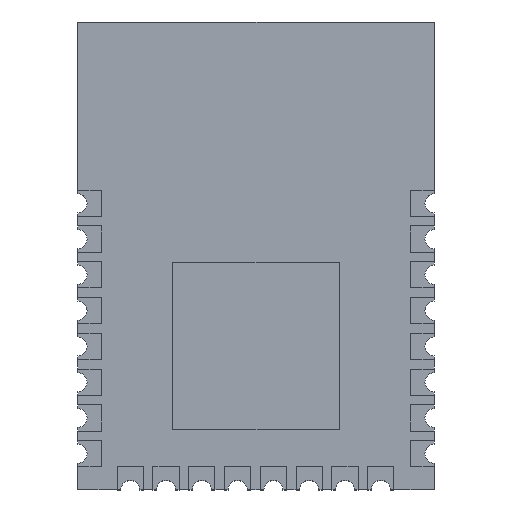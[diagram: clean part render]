
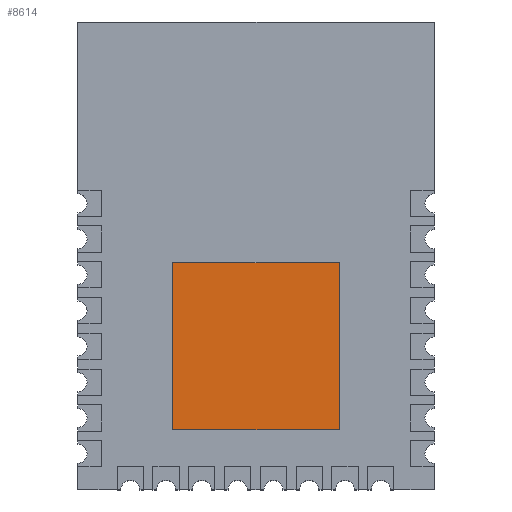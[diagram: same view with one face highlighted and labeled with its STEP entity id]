
A CAD part, top view. The second image highlights one B-rep face of the part: STEP entity #8614.
In plain terms, the highlighted planar face has unit normal (0, 0, 1).
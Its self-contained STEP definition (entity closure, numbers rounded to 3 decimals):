
#109 = ORIENTED_EDGE ( 'NONE', *, *, #10680, .T. ) ;
#228 = LINE ( 'NONE', #7698, #1515 ) ;
#392 = ORIENTED_EDGE ( 'NONE', *, *, #7142, .T. ) ;
#728 = ORIENTED_EDGE ( 'NONE', *, *, #6330, .T. ) ;
#1302 = CARTESIAN_POINT ( 'NONE',  ( 0., 0., 1.8 ) ) ;
#1415 = VERTEX_POINT ( 'NONE', #9591 ) ;
#1515 = VECTOR ( 'NONE', #2589, 1000. ) ;
#1954 = CARTESIAN_POINT ( 'NONE',  ( 3.5, -7.3, 1.8 ) ) ;
#2293 = DIRECTION ( 'NONE',  ( 0., -1., 0. ) ) ;
#2589 = DIRECTION ( 'NONE',  ( 1., 0., 0. ) ) ;
#3524 = LINE ( 'NONE', #6932, #6270 ) ;
#3577 = DIRECTION ( 'NONE',  ( 0., 1., 0. ) ) ;
#3911 = LINE ( 'NONE', #7381, #10578 ) ;
#3974 = VECTOR ( 'NONE', #2293, 1000. ) ;
#4009 = VERTEX_POINT ( 'NONE', #1954 ) ;
#4419 = VERTEX_POINT ( 'NONE', #7137 ) ;
#5009 = EDGE_LOOP ( 'NONE', ( #392, #7815, #728, #109 ) ) ;
#5619 = LINE ( 'NONE', #7341, #3974 ) ;
#6270 = VECTOR ( 'NONE', #3577, 1000. ) ;
#6330 = EDGE_CURVE ( 'NONE', #4009, #1415, #3524, .T. ) ;
#6486 = DIRECTION ( 'NONE',  ( -1., 0., 0. ) ) ;
#6552 = CARTESIAN_POINT ( 'NONE',  ( -3.5, -7.3, 1.8 ) ) ;
#6932 = CARTESIAN_POINT ( 'NONE',  ( 3.5, -0.3, 1.8 ) ) ;
#7137 = CARTESIAN_POINT ( 'NONE',  ( -3.5, -0.3, 1.8 ) ) ;
#7142 = EDGE_CURVE ( 'NONE', #4419, #9204, #5619, .T. ) ;
#7341 = CARTESIAN_POINT ( 'NONE',  ( -3.5, -0.3, 1.8 ) ) ;
#7381 = CARTESIAN_POINT ( 'NONE',  ( -3.5, -0.3, 1.8 ) ) ;
#7455 = EDGE_CURVE ( 'NONE', #9204, #4009, #228, .T. ) ;
#7491 = AXIS2_PLACEMENT_3D ( 'NONE', #1302, #9041, #9081 ) ;
#7698 = CARTESIAN_POINT ( 'NONE',  ( -3.5, -7.3, 1.8 ) ) ;
#7815 = ORIENTED_EDGE ( 'NONE', *, *, #7455, .T. ) ;
#8160 = PLANE ( 'NONE',  #7491 ) ;
#8614 = ADVANCED_FACE ( 'NONE', ( #8827 ), #8160, .T. ) ;
#8827 = FACE_OUTER_BOUND ( 'NONE', #5009, .T. ) ;
#9041 = DIRECTION ( 'NONE',  ( 0., 0., 1. ) ) ;
#9081 = DIRECTION ( 'NONE',  ( 1., 0., 0. ) ) ;
#9204 = VERTEX_POINT ( 'NONE', #6552 ) ;
#9591 = CARTESIAN_POINT ( 'NONE',  ( 3.5, -0.3, 1.8 ) ) ;
#10578 = VECTOR ( 'NONE', #6486, 1000. ) ;
#10680 = EDGE_CURVE ( 'NONE', #1415, #4419, #3911, .T. ) ;
